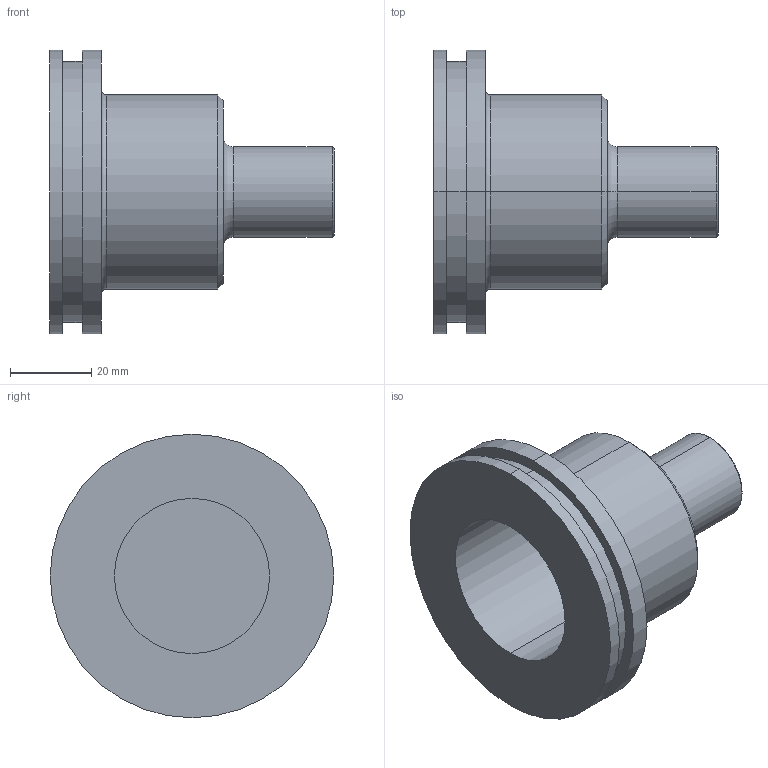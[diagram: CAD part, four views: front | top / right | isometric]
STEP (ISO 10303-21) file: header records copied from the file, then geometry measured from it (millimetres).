
FILE_DESCRIPTION (( 'STEP AP214' ), '1' );
FILE_NAME ('forward-closure.STEP', '2021-04-17T21:11:23', ( '' ), ( '' ), 'SwSTEP 2.0', 'SolidWorks 2020', '' );
FILE_SCHEMA (( 'AUTOMOTIVE_DESIGN' ));
Length unit declared in the file: inch
Products named in the file (1): forward-closure
Bounding box: 69.85 x 69.6 x 69.6 mm (x, y, z)
Volume: 63708.8 mm3; surface area: 23079.4 mm2
Topology: 1 solids, 1 shells, 58 faces, 141 edges, 89 vertices
Faces by surface type: cylinder 35, cone 8, plane 7, torus 4, bspline 4
Entity records: 3512 total; most frequent: CARTESIAN_POINT 2250, ORIENTED_EDGE 278, DIRECTION 237, EDGE_CURVE 139, AXIS2_PLACEMENT_3D 96, VERTEX_POINT 89, EDGE_LOOP 64, FACE_OUTER_BOUND 58
